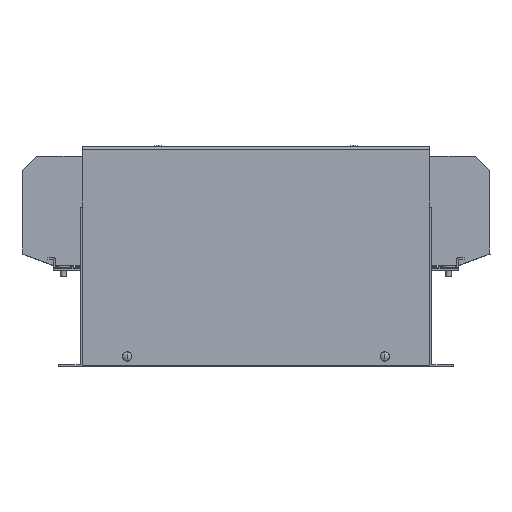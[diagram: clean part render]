
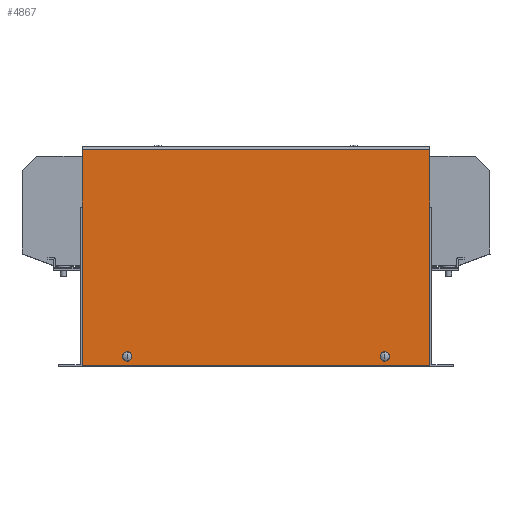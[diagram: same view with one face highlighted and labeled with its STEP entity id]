
A CAD part, top view. The second image highlights one B-rep face of the part: STEP entity #4867.
In plain terms, the highlighted planar face has unit normal (0, 0, 1).
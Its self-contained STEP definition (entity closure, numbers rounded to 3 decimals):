
#26 = LINE ( 'NONE', #8935, #9580 ) ;
#329 = CIRCLE ( 'NONE', #5879, 3.15 ) ;
#604 = ORIENTED_EDGE ( 'NONE', *, *, #6389, .F. ) ;
#648 = CARTESIAN_POINT ( 'NONE',  ( -118.5, 147.6, 46.75 ) ) ;
#865 = VECTOR ( 'NONE', #10635, 1000. ) ;
#1067 = ORIENTED_EDGE ( 'NONE', *, *, #6533, .F. ) ;
#1092 = LINE ( 'NONE', #6133, #11995 ) ;
#1430 = CARTESIAN_POINT ( 'NONE',  ( -118.5, -0.8, 46.75 ) ) ;
#1689 = CIRCLE ( 'NONE', #9600, 3.15 ) ;
#2220 = CIRCLE ( 'NONE', #15934, 3.15 ) ;
#2297 = DIRECTION ( 'NONE',  ( 0., 0., 1. ) ) ;
#2535 = CARTESIAN_POINT ( 'NONE',  ( 84.75, 5.5, 46.75 ) ) ;
#3208 = CARTESIAN_POINT ( 'NONE',  ( -91.05, 5.5, 46.75 ) ) ;
#3241 = DIRECTION ( 'NONE',  ( 1., 0., 0. ) ) ;
#3631 = VERTEX_POINT ( 'NONE', #3208 ) ;
#3664 = LINE ( 'NONE', #13887, #11129 ) ;
#3948 = CARTESIAN_POINT ( 'NONE',  ( 118.5, -0.8, 46.75 ) ) ;
#4195 = CARTESIAN_POINT ( 'NONE',  ( 118.5, 146.6, 46.75 ) ) ;
#4226 = ORIENTED_EDGE ( 'NONE', *, *, #12325, .F. ) ;
#4338 = ORIENTED_EDGE ( 'NONE', *, *, #6979, .T. ) ;
#4562 = VERTEX_POINT ( 'NONE', #4578 ) ;
#4578 = CARTESIAN_POINT ( 'NONE',  ( 91.05, 5.5, 46.75 ) ) ;
#4778 = DIRECTION ( 'NONE',  ( 0., 0., 1. ) ) ;
#4852 = CARTESIAN_POINT ( 'NONE',  ( 0., 148.6, 46.75 ) ) ;
#4867 = ADVANCED_FACE ( 'NONE', ( #13841, #13596, #6168 ), #16154, .T. ) ;
#5083 = DIRECTION ( 'NONE',  ( 0., 0., 1. ) ) ;
#5237 = CARTESIAN_POINT ( 'NONE',  ( -118.5, 146.6, 46.75 ) ) ;
#5779 = AXIS2_PLACEMENT_3D ( 'NONE', #4852, #2297, #13756 ) ;
#5879 = AXIS2_PLACEMENT_3D ( 'NONE', #7557, #5083, #12052 ) ;
#6133 = CARTESIAN_POINT ( 'NONE',  ( -118.5, -0.8, 46.75 ) ) ;
#6168 = FACE_OUTER_BOUND ( 'NONE', #14014, .T. ) ;
#6389 = EDGE_CURVE ( 'NONE', #9740, #14926, #9237, .T. ) ;
#6392 = ORIENTED_EDGE ( 'NONE', *, *, #8978, .F. ) ;
#6533 = EDGE_CURVE ( 'NONE', #3631, #9246, #329, .T. ) ;
#6649 = AXIS2_PLACEMENT_3D ( 'NONE', #14465, #14544, #3241 ) ;
#6979 = EDGE_CURVE ( 'NONE', #10472, #14926, #26, .T. ) ;
#7150 = EDGE_CURVE ( 'NONE', #9246, #3631, #7697, .T. ) ;
#7557 = CARTESIAN_POINT ( 'NONE',  ( -87.9, 5.5, 46.75 ) ) ;
#7697 = CIRCLE ( 'NONE', #6649, 3.15 ) ;
#8312 = ORIENTED_EDGE ( 'NONE', *, *, #11423, .F. ) ;
#8684 = DIRECTION ( 'NONE',  ( 0., -1., 0. ) ) ;
#8935 = CARTESIAN_POINT ( 'NONE',  ( 0., 146.6, 46.75 ) ) ;
#8978 = EDGE_CURVE ( 'NONE', #9154, #4562, #1689, .T. ) ;
#9114 = CARTESIAN_POINT ( 'NONE',  ( 87.9, 5.5, 46.75 ) ) ;
#9154 = VERTEX_POINT ( 'NONE', #2535 ) ;
#9237 = LINE ( 'NONE', #648, #865 ) ;
#9246 = VERTEX_POINT ( 'NONE', #15316 ) ;
#9580 = VECTOR ( 'NONE', #14215, 1000. ) ;
#9600 = AXIS2_PLACEMENT_3D ( 'NONE', #13270, #4778, #11040 ) ;
#9740 = VERTEX_POINT ( 'NONE', #1430 ) ;
#10082 = DIRECTION ( 'NONE',  ( -1., 0., 0. ) ) ;
#10472 = VERTEX_POINT ( 'NONE', #4195 ) ;
#10635 = DIRECTION ( 'NONE',  ( 0., 1., 0. ) ) ;
#11040 = DIRECTION ( 'NONE',  ( 1., 0., 0. ) ) ;
#11129 = VECTOR ( 'NONE', #8684, 1000. ) ;
#11423 = EDGE_CURVE ( 'NONE', #10472, #11799, #3664, .T. ) ;
#11593 = ORIENTED_EDGE ( 'NONE', *, *, #12681, .F. ) ;
#11760 = DIRECTION ( 'NONE',  ( 1., 0., 0. ) ) ;
#11799 = VERTEX_POINT ( 'NONE', #3948 ) ;
#11995 = VECTOR ( 'NONE', #10082, 1000. ) ;
#12052 = DIRECTION ( 'NONE',  ( 1., 0., 0. ) ) ;
#12325 = EDGE_CURVE ( 'NONE', #4562, #9154, #2220, .T. ) ;
#12345 = ORIENTED_EDGE ( 'NONE', *, *, #7150, .F. ) ;
#12585 = EDGE_LOOP ( 'NONE', ( #4226, #6392 ) ) ;
#12681 = EDGE_CURVE ( 'NONE', #11799, #9740, #1092, .T. ) ;
#12989 = DIRECTION ( 'NONE',  ( 0., 0., 1. ) ) ;
#13270 = CARTESIAN_POINT ( 'NONE',  ( 87.9, 5.5, 46.75 ) ) ;
#13596 = FACE_BOUND ( 'NONE', #14631, .T. ) ;
#13756 = DIRECTION ( 'NONE',  ( 0., -1., 0. ) ) ;
#13841 = FACE_BOUND ( 'NONE', #12585, .T. ) ;
#13887 = CARTESIAN_POINT ( 'NONE',  ( 118.5, -0.8, 46.75 ) ) ;
#14014 = EDGE_LOOP ( 'NONE', ( #8312, #4338, #604, #11593 ) ) ;
#14215 = DIRECTION ( 'NONE',  ( -1., 0., 0. ) ) ;
#14465 = CARTESIAN_POINT ( 'NONE',  ( -87.9, 5.5, 46.75 ) ) ;
#14544 = DIRECTION ( 'NONE',  ( 0., 0., 1. ) ) ;
#14631 = EDGE_LOOP ( 'NONE', ( #12345, #1067 ) ) ;
#14926 = VERTEX_POINT ( 'NONE', #5237 ) ;
#15316 = CARTESIAN_POINT ( 'NONE',  ( -84.75, 5.5, 46.75 ) ) ;
#15934 = AXIS2_PLACEMENT_3D ( 'NONE', #9114, #12989, #11760 ) ;
#16154 = PLANE ( 'NONE',  #5779 ) ;
